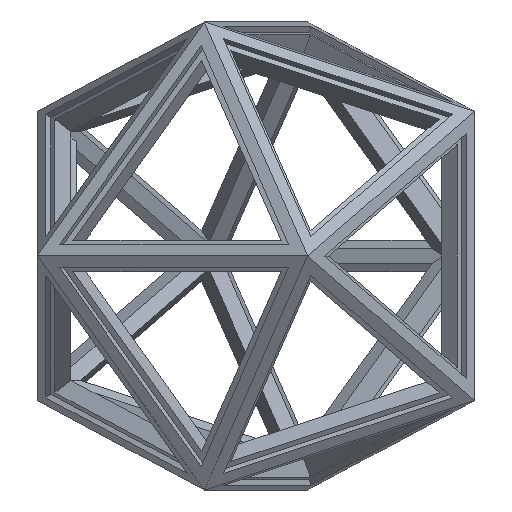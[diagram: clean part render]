
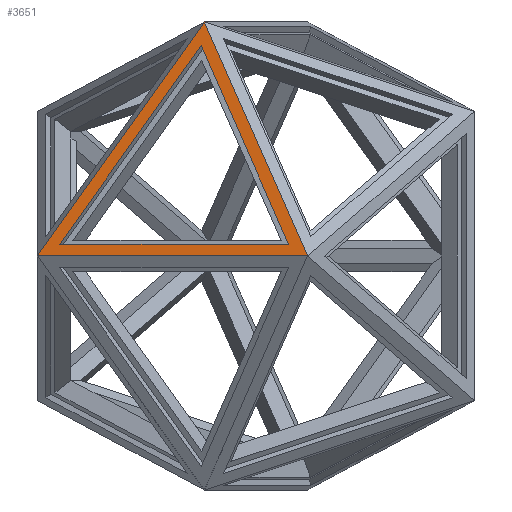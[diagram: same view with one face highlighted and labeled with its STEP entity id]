
A CAD part, left-side view. The second image highlights one B-rep face of the part: STEP entity #3651.
In plain terms, the highlighted planar face has unit normal (-0.873, 0.333, 0.357).
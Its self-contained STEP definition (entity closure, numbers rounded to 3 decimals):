
#45=FACE_BOUND('',#494,.T.);
#257=FACE_OUTER_BOUND('',#493,.T.);
#493=EDGE_LOOP('',(#3186,#3187,#3188));
#494=EDGE_LOOP('',(#3189,#3190,#3191));
#893=LINE('',#5565,#1380);
#897=LINE('',#5573,#1384);
#900=LINE('',#5578,#1387);
#979=LINE('',#5745,#1466);
#986=LINE('',#5756,#1473);
#994=LINE('',#5771,#1481);
#1380=VECTOR('',#4578,10.);
#1384=VECTOR('',#4584,10.);
#1387=VECTOR('',#4589,10.);
#1466=VECTOR('',#4744,10.);
#1473=VECTOR('',#4755,10.);
#1481=VECTOR('',#4773,10.);
#1719=VERTEX_POINT('',#5563);
#1720=VERTEX_POINT('',#5564);
#1723=VERTEX_POINT('',#5572);
#1772=VERTEX_POINT('',#5741);
#1774=VERTEX_POINT('',#5744);
#1776=VERTEX_POINT('',#5753);
#2161=EDGE_CURVE('',#1719,#1720,#893,.T.);
#2165=EDGE_CURVE('',#1723,#1719,#897,.T.);
#2168=EDGE_CURVE('',#1720,#1723,#900,.T.);
#2247=EDGE_CURVE('',#1774,#1772,#979,.T.);
#2254=EDGE_CURVE('',#1774,#1776,#986,.T.);
#2262=EDGE_CURVE('',#1772,#1776,#994,.T.);
#3186=ORIENTED_EDGE('',*,*,#2254,.F.);
#3187=ORIENTED_EDGE('',*,*,#2247,.T.);
#3188=ORIENTED_EDGE('',*,*,#2262,.T.);
#3189=ORIENTED_EDGE('',*,*,#2161,.T.);
#3190=ORIENTED_EDGE('',*,*,#2168,.T.);
#3191=ORIENTED_EDGE('',*,*,#2165,.T.);
#3445=PLANE('',#3881);
#3651=ADVANCED_FACE('',(#257,#45),#3445,.F.);
#3881=AXIS2_PLACEMENT_3D('',#5770,#4771,#4772);
#4578=DIRECTION('',(-0.467,-0.357,-0.809));
#4584=DIRECTION('',(0.11,-0.577,0.809));
#4589=DIRECTION('',(0.357,0.934,0.));
#4744=DIRECTION('',(-0.11,0.577,-0.809));
#4755=DIRECTION('',(-0.467,-0.357,-0.809));
#4771=DIRECTION('center_axis',(0.873,-0.333,-0.357));
#4772=DIRECTION('ref_axis',(-0.476,-0.745,-0.467));
#4773=DIRECTION('',(-0.357,-0.934,0.));
#5563=CARTESIAN_POINT('',(-22.506,8.596,32.935));
#5564=CARTESIAN_POINT('',(-40.442,-5.106,1.868));
#5565=CARTESIAN_POINT('',(-24.343,7.193,29.752));
#5572=CARTESIAN_POINT('',(-26.74,30.767,1.868));
#5573=CARTESIAN_POINT('',(-25.681,25.224,9.635));
#5578=CARTESIAN_POINT('',(-34.994,9.155,1.868));
#5741=CARTESIAN_POINT('',(-26.17,34.257,0.));
#5744=CARTESIAN_POINT('',(-21.172,8.087,36.671));
#5745=CARTESIAN_POINT('',(-23.671,21.172,18.336));
#5753=CARTESIAN_POINT('',(-42.344,-8.087,0.));
#5756=CARTESIAN_POINT('',(-26.465,4.044,27.503));
#5770=CARTESIAN_POINT('Origin',(-23.671,21.172,18.336));
#5771=CARTESIAN_POINT('',(-30.214,23.671,0.));
